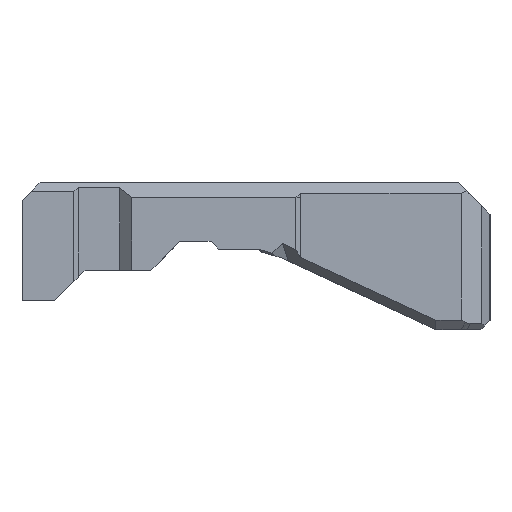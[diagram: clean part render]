
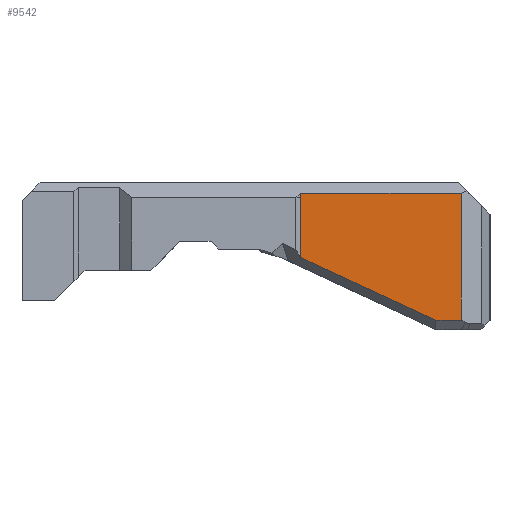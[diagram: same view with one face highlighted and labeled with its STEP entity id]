
A CAD part, left-side view. The second image highlights one B-rep face of the part: STEP entity #9542.
In plain terms, the highlighted planar face has unit normal (-1, 0, 0).
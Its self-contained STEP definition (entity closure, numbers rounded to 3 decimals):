
#496=(
BOUNDED_CURVE()
B_SPLINE_CURVE(2,(#33332,#33333,#33334),.UNSPECIFIED.,.F.,.F.)
B_SPLINE_CURVE_WITH_KNOTS((3,3),(0.695,0.767),
 .UNSPECIFIED.)
CURVE()
GEOMETRIC_REPRESENTATION_ITEM()
RATIONAL_B_SPLINE_CURVE((1.232,1.236,1.237))
REPRESENTATION_ITEM('')
);
#1292=FACE_OUTER_BOUND('',#1808,.T.);
#1808=EDGE_LOOP('',(#8516,#8517,#8518,#8519,#8520,#8521));
#1882=LINE('',#12380,#2744);
#2007=LINE('',#12660,#2869);
#2671=LINE('',#33330,#3533);
#2672=LINE('',#33335,#3534);
#2673=LINE('',#33336,#3535);
#2744=VECTOR('',#10275,10.);
#2869=VECTOR('',#10478,10.);
#3533=VECTOR('',#12170,10.);
#3534=VECTOR('',#12171,10.);
#3535=VECTOR('',#12172,10.);
#3600=VERTEX_POINT('',#12377);
#3601=VERTEX_POINT('',#12379);
#3709=VERTEX_POINT('',#12655);
#3710=VERTEX_POINT('',#12659);
#4463=VERTEX_POINT('',#33329);
#4464=VERTEX_POINT('',#33331);
#4521=EDGE_CURVE('',#3600,#3601,#1882,.T.);
#4655=EDGE_CURVE('',#3710,#3709,#2007,.T.);
#5860=EDGE_CURVE('',#3710,#4463,#2671,.T.);
#5861=EDGE_CURVE('',#4464,#3709,#496,.F.);
#5862=EDGE_CURVE('',#4464,#3601,#2672,.T.);
#5863=EDGE_CURVE('',#3600,#4463,#2673,.T.);
#8516=ORIENTED_EDGE('',*,*,#5860,.F.);
#8517=ORIENTED_EDGE('',*,*,#4655,.T.);
#8518=ORIENTED_EDGE('',*,*,#5861,.F.);
#8519=ORIENTED_EDGE('',*,*,#5862,.T.);
#8520=ORIENTED_EDGE('',*,*,#4521,.F.);
#8521=ORIENTED_EDGE('',*,*,#5863,.T.);
#9045=PLANE('',#10169);
#9542=ADVANCED_FACE('',(#1292),#9045,.F.);
#10169=AXIS2_PLACEMENT_3D('',#33328,#12168,#12169);
#10275=DIRECTION('',(0.,0.907,0.421));
#10478=DIRECTION('',(0.,1.,0.));
#12168=DIRECTION('center_axis',(1.,0.,0.));
#12169=DIRECTION('ref_axis',(0.,0.,
1.));
#12170=DIRECTION('',(0.,0.,-1.));
#12171=DIRECTION('',(0.,0.,-1.));
#12172=DIRECTION('',(0.,-1.,0.));
#12377=CARTESIAN_POINT('',(-21.153,-61.334,-5.296));
#12379=CARTESIAN_POINT('',(-21.153,-31.334,8.62));
#12380=CARTESIAN_POINT('',(-21.153,-51.008,-0.506));
#12655=CARTESIAN_POINT('',(-21.153,-31.284,22.814));
#12659=CARTESIAN_POINT('',(-21.153,-66.993,22.814));
#12660=CARTESIAN_POINT('',(-21.153,-44.834,22.814));
#33328=CARTESIAN_POINT('Origin',(-21.153,-61.334,-5.296));
#33329=CARTESIAN_POINT('',(-21.153,-66.993,-5.296));
#33330=CARTESIAN_POINT('',(-21.153,-66.993,10.377));
#33331=CARTESIAN_POINT('',(-21.153,-31.334,22.278));
#33332=CARTESIAN_POINT('Ctrl Pts',(-21.153,-31.284,
22.814));
#33333=CARTESIAN_POINT('Ctrl Pts',(-21.153,-31.32,
22.545));
#33334=CARTESIAN_POINT('Ctrl Pts',(-21.153,-31.334,
22.278));
#33335=CARTESIAN_POINT('',(-21.153,-31.334,-6.934));
#33336=CARTESIAN_POINT('',(-21.153,-61.334,-5.296));
